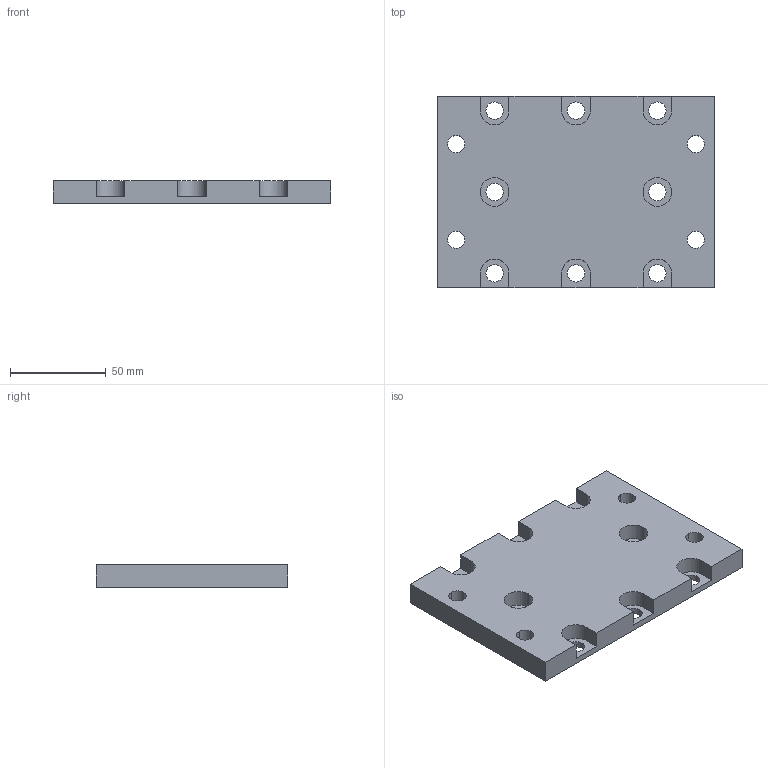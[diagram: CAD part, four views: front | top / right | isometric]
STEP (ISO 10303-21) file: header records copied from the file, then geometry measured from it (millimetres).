
FILE_DESCRIPTION(('Creo Elements/Direct Modeling STEP Export'),'2;1');
FILE_NAME('11.0235_Sockelplatte-MMS-11_145x100x12-(P-100-100).stp','2022-03-18T14:17:02',(''),(''),'PTC Creo Elements/Direct Modeling STEP processor for AP214 (Solid Model)','PTC Creo Elements/Direct Modeling 19.0C 15-Aug-2015 (C) Parametric Technology GmbH','');
FILE_SCHEMA(('AUTOMOTIVE_DESIGN { 1 0 10303 214 1 1 1 1 }'));
Length unit declared in the file: millimetre
Products named in the file (2): Sockelplatte-MMS-11_145x100x12-P-100-100_11.0235_PX176292
Assembly tree (1 placements, depth 2):
  Sockelplatte-MMS-11_145x100x12-P-100-100_11.0235_PX176292
    Sockelplatte-MMS-11_145x100x12-P-100-100_11.0235_PX176292
Bounding box: 145 x 100 x 12 mm (x, y, z)
Volume: 155812.3 mm3; surface area: 37505.7 mm2
Topology: 1 solids, 1 shells, 60 faces, 168 edges, 112 vertices
Faces by surface type: cylinder 34, plane 26
Entity records: 1905 total; most frequent: ORIENTED_EDGE 336, CARTESIAN_POINT 312, DIRECTION 302, EDGE_CURVE 168, VERTEX_POINT 112, AXIS2_PLACEMENT_3D 102, VECTOR 98, LINE 98
